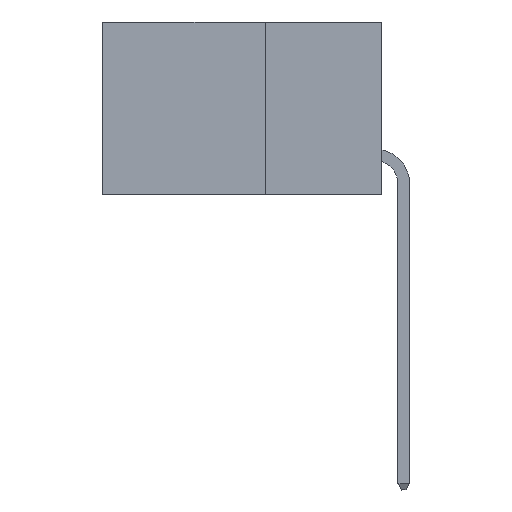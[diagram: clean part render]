
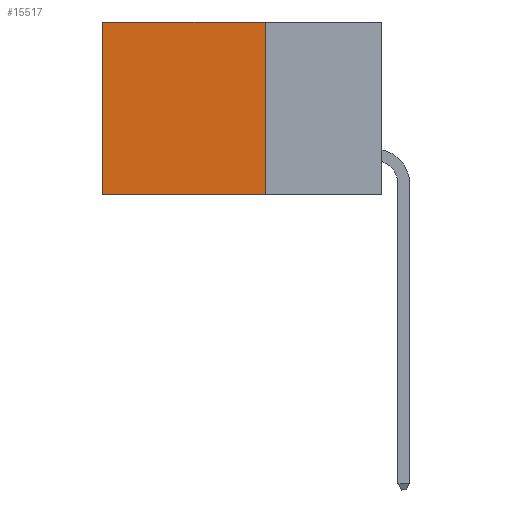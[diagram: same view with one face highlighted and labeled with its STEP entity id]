
A CAD part, left-side view. The second image highlights one B-rep face of the part: STEP entity #15517.
In plain terms, the highlighted planar face has unit normal (-1, 0, 0).
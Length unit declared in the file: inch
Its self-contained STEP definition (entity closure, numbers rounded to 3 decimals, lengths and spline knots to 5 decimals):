
#531 = VERTEX_POINT ( 'NONE', #14806 ) ;
#932 = CARTESIAN_POINT ( 'NONE',  ( 0.2875, 0.25, 0. ) ) ;
#3041 = CARTESIAN_POINT ( 'NONE',  ( 0.2875, 0.25, -0.37 ) ) ;
#4400 = VECTOR ( 'NONE', #16462, 39.37008 ) ;
#4982 = PLANE ( 'NONE',  #33762 ) ;
#8660 = VERTEX_POINT ( 'NONE', #34824 ) ;
#10656 = CARTESIAN_POINT ( 'NONE',  ( 0.2875, 0.25, 0. ) ) ;
#10832 = CARTESIAN_POINT ( 'NONE',  ( 0.2875, 0.25, 0. ) ) ;
#11380 = CARTESIAN_POINT ( 'NONE',  ( 0.2875, 0.25, 0. ) ) ;
#12585 = VECTOR ( 'NONE', #30355, 39.37008 ) ;
#14806 = CARTESIAN_POINT ( 'NONE',  ( 0.2875, 0.6, 0. ) ) ;
#15517 = ADVANCED_FACE ( 'NONE', ( #23868 ), #4982, .F. ) ;
#16110 = EDGE_CURVE ( 'NONE', #22496, #37418, #20725, .T. ) ;
#16462 = DIRECTION ( 'NONE',  ( 0., 1., 0. ) ) ;
#17136 = ORIENTED_EDGE ( 'NONE', *, *, #16110, .F. ) ;
#19004 = LINE ( 'NONE', #33430, #12585 ) ;
#19617 = DIRECTION ( 'NONE',  ( 1., 0., 0. ) ) ;
#20016 = ORIENTED_EDGE ( 'NONE', *, *, #32492, .T. ) ;
#20725 = LINE ( 'NONE', #11380, #31622 ) ;
#22496 = VERTEX_POINT ( 'NONE', #932 ) ;
#22689 = DIRECTION ( 'NONE',  ( 0., 0., -1. ) ) ;
#23014 = ORIENTED_EDGE ( 'NONE', *, *, #37753, .T. ) ;
#23868 = FACE_OUTER_BOUND ( 'NONE', #35301, .T. ) ;
#24764 = CARTESIAN_POINT ( 'NONE',  ( 0.2875, 0.25, -0.37 ) ) ;
#25761 = ORIENTED_EDGE ( 'NONE', *, *, #34939, .F. ) ;
#29148 = DIRECTION ( 'NONE',  ( 0., 1., 0. ) ) ;
#30355 = DIRECTION ( 'NONE',  ( 0., 0., -1. ) ) ;
#31092 = VECTOR ( 'NONE', #29148, 39.37008 ) ;
#31622 = VECTOR ( 'NONE', #32294, 39.37008 ) ;
#32294 = DIRECTION ( 'NONE',  ( 0., 0., -1. ) ) ;
#32492 = EDGE_CURVE ( 'NONE', #531, #8660, #19004, .T. ) ;
#33359 = LINE ( 'NONE', #3041, #31092 ) ;
#33430 = CARTESIAN_POINT ( 'NONE',  ( 0.2875, 0.6, 0. ) ) ;
#33762 = AXIS2_PLACEMENT_3D ( 'NONE', #10656, #19617, #22689 ) ;
#34824 = CARTESIAN_POINT ( 'NONE',  ( 0.2875, 0.6, -0.37 ) ) ;
#34939 = EDGE_CURVE ( 'NONE', #37418, #8660, #33359, .T. ) ;
#35301 = EDGE_LOOP ( 'NONE', ( #20016, #25761, #17136, #23014 ) ) ;
#36904 = LINE ( 'NONE', #10832, #4400 ) ;
#37418 = VERTEX_POINT ( 'NONE', #24764 ) ;
#37753 = EDGE_CURVE ( 'NONE', #22496, #531, #36904, .T. ) ;
